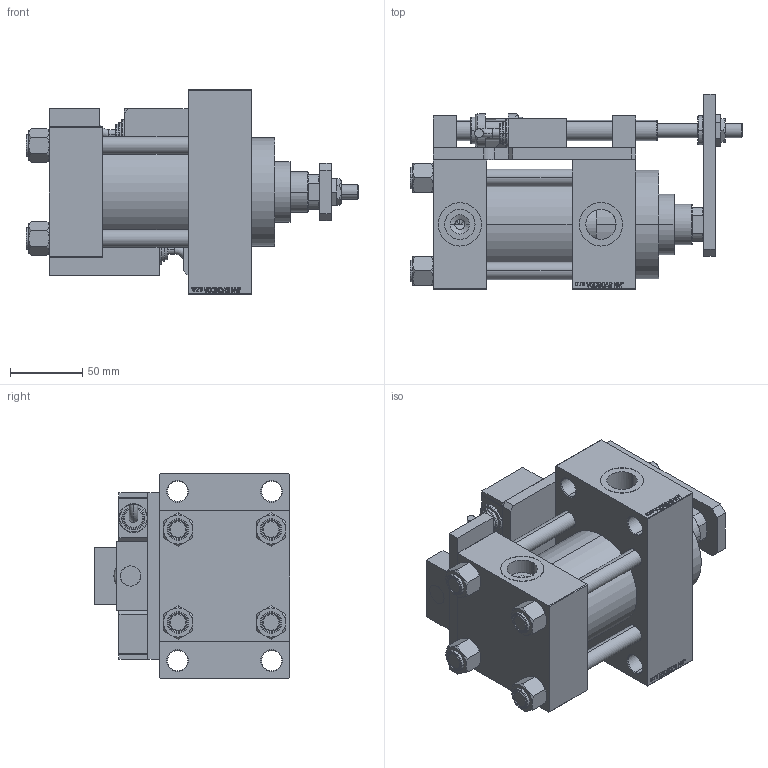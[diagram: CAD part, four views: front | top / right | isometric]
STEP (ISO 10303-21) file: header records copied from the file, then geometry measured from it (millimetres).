
FILE_DESCRIPTION (( 'STEP AP203' ), '1' );
FILE_NAME ('b3c3.STEP', '2023-10-27T07:20:58', ( '' ), ( '' ), 'SwSTEP 2.0', 'SolidWorks 2019', '' );
FILE_SCHEMA (( 'CONFIG_CONTROL_DESIGN' ));
Length unit declared in the file: millimetre
Products named in the file (17): V215CD_SWITCH_Q_BLOK dd75324d028e1e6c10c0618cde55b0ef; V215CD_SWITCH_Q_NUT10 dd75324d028e1e6c10c0618cde55b0ef; V215CD_D_TYCINKA dd75324d028e1e6c10c0618cde55b0ef; b3c3; V215CD_SWITCH_Q_ZARAZKA dd75324d028e1e6c10c0618cde55b0ef; V215CD_VCP_D dd75324d028e1e6c10c0618cde55b0ef; V215CD_D_Body dd75324d028e1e6c10c0618cde55b0ef; Zatka_pro_OIL_PORT dd75324d028e1e6c10c0618cde55b0ef; V215CD_SWITCH_Q_SWITCH dd75324d028e1e6c10c0618cde55b0ef; V215CD_SWITCH_Q_DIMA dd75324d028e1e6c10c0618cde55b0ef; V215CD_VC_A dd75324d028e1e6c10c0618cde55b0ef; V215CD_SWITCH_Q_PODLOZKA_FRONT dd75324d028e1e6c10c0618cde55b0ef; V215CD_SWITCH_Q_NUT dd75324d028e1e6c10c0618cde55b0ef; V215CD_SWITCH_Q_TYC dd75324d028e1e6c10c0618cde55b0ef; V215CD_SWITCH_Q_MAGNET dd75324d028e1e6c10c0618cde55b0ef; V215CD_SWITCH_Q_PODLOZKA_BACK dd75324d028e1e6c10c0618cde55b0ef; V215CD_NUT_M5_D dd75324d028e1e6c10c0618cde55b0ef
Assembly tree (26 placements, depth 2):
  b3c3
    V215CD_D_Body dd75324d028e1e6c10c0618cde55b0ef
    V215CD_VC_A dd75324d028e1e6c10c0618cde55b0ef
    V215CD_VCP_D dd75324d028e1e6c10c0618cde55b0ef
    V215CD_D_TYCINKA dd75324d028e1e6c10c0618cde55b0ef  x4
    V215CD_NUT_M5_D dd75324d028e1e6c10c0618cde55b0ef  x4
    V215CD_SWITCH_Q_BLOK dd75324d028e1e6c10c0618cde55b0ef  x2
    V215CD_SWITCH_Q_DIMA dd75324d028e1e6c10c0618cde55b0ef
    V215CD_SWITCH_Q_MAGNET dd75324d028e1e6c10c0618cde55b0ef  x2
    V215CD_SWITCH_Q_NUT dd75324d028e1e6c10c0618cde55b0ef
    V215CD_SWITCH_Q_NUT10 dd75324d028e1e6c10c0618cde55b0ef
    V215CD_SWITCH_Q_PODLOZKA_BACK dd75324d028e1e6c10c0618cde55b0ef
    V215CD_SWITCH_Q_PODLOZKA_FRONT dd75324d028e1e6c10c0618cde55b0ef
    V215CD_SWITCH_Q_SWITCH dd75324d028e1e6c10c0618cde55b0ef  x2
    V215CD_SWITCH_Q_TYC dd75324d028e1e6c10c0618cde55b0ef
    V215CD_SWITCH_Q_ZARAZKA dd75324d028e1e6c10c0618cde55b0ef
    Zatka_pro_OIL_PORT dd75324d028e1e6c10c0618cde55b0ef  x2
Bounding box: 229.5 x 135 x 142 mm (x, y, z)
Volume: 1356022.2 mm3; surface area: 290182.3 mm2
Topology: 26 solids, 26 shells, 1432 faces, 3502 edges, 2255 vertices
Faces by surface type: plane 666, bspline 368, cone 195, cylinder 167, torus 36
Entity records: 54970 total; most frequent: CARTESIAN_POINT 26579, ORIENTED_EDGE 5980, DIRECTION 4261, EDGE_CURVE 2990, VERTEX_POINT 1949, VECTOR 1759, LINE 1759, EDGE_LOOP 1363
